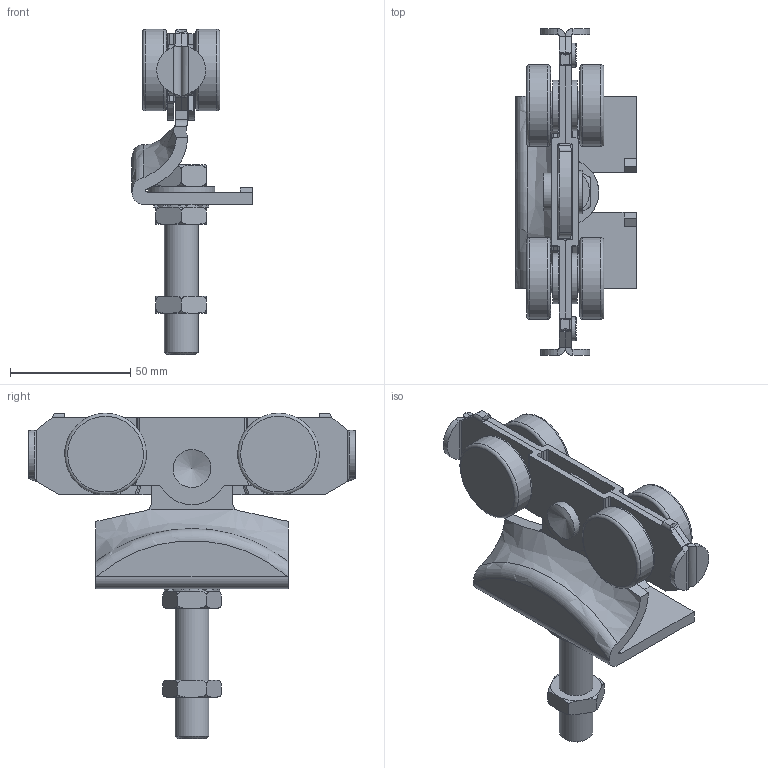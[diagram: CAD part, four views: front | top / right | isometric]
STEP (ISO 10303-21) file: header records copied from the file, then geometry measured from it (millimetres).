
FILE_DESCRIPTION(/* description */ (''),/* implementation_level */ '2;1');
FILE_NAME(/* name */ '9242N.stp',/* time_stamp */ '2022-12-02T14:36:58+01:00',/* author */ ('Giuliano'),/* organization */ (''),/* preprocessor_version */ 'ST-DEVELOPER v18.1',/* originating_system */ 'Autodesk Inventor 2021',/* authorisation */ '');
FILE_SCHEMA (('AUTOMOTIVE_DESIGN { 1 0 10303 214 3 1 1 }'));
Length unit declared in the file: millimetre
Products named in the file (1): Pièce8
Bounding box: 50 x 136.03 x 135.5 mm (x, y, z)
Volume: 119443.5 mm3; surface area: 53036.5 mm2
Topology: 1 solids, 1 shells, 428 faces, 1125 edges, 712 vertices
Faces by surface type: plane 210, cylinder 142, torus 45, bspline 21, sphere 8, cone 2
Full cylindrical faces by diameter (mm): 8 x2, 10 x2, 12 x4, 14 x3, 15.8 x3, 18 x1, 21 x4, 28 x1, 34 x4
Entity records: 16583 total; most frequent: CARTESIAN_POINT 6049, ORIENTED_EDGE 2232, DIRECTION 2144, EDGE_CURVE 1116, AXIS2_PLACEMENT_3D 755, VERTEX_POINT 712, LINE 634, VECTOR 634
